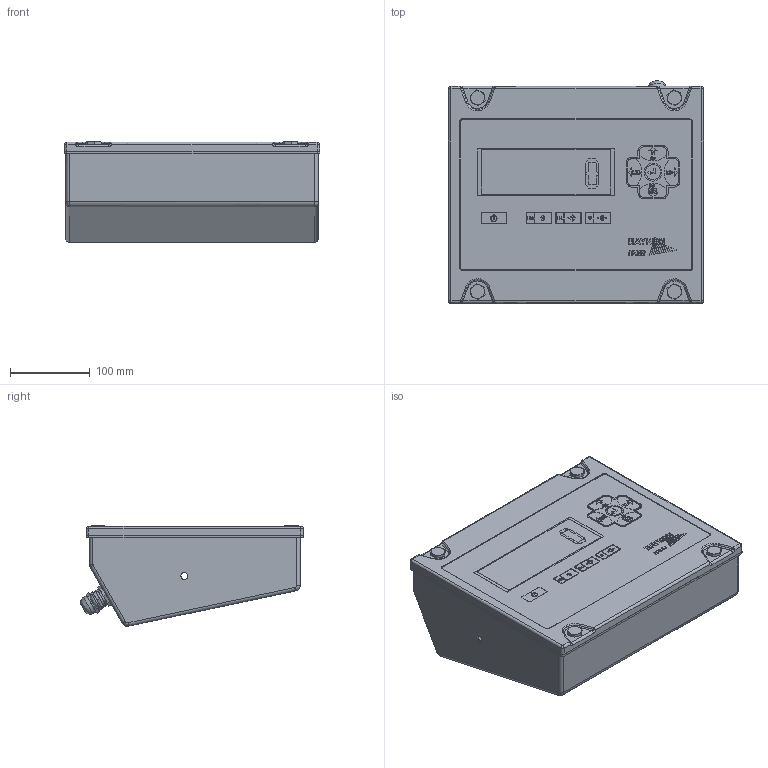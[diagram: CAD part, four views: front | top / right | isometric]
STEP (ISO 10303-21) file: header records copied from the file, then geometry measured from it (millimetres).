
FILE_DESCRIPTION(('FreeCAD Model'),'2;1');
FILE_NAME('Open CASCADE Shape Model','2025-05-09T19:38:59',('FreeCAD'),( 'FreeCAD'),'Open CASCADE STEP processor 7.6','FreeCAD','Unknown');
FILE_SCHEMA(('AUTOMOTIVE_DESIGN { 1 0 10303 214 1 1 1 1 }'));
Products named in the file (1): Open CASCADE STEP translator 7.6 1
Bounding box: 320.2 x 279.32 x 126.07 mm (x, y, z)
Volume: 1700127.6 mm3; surface area: 619151.4 mm2
Topology: 9 solids, 9 shells, 1216 faces, 3085 edges, 1999 vertices
Faces by surface type: bspline 1216
Entity records: 49585 total; most frequent: CARTESIAN_POINT 30799, ORIENTED_EDGE 6154, EDGE_CURVE 3077, B_SPLINE_CURVE_WITH_KNOTS 2630, VERTEX_POINT 1999, FACE_BOUND 1368, EDGE_LOOP 1368, ADVANCED_FACE 1216
